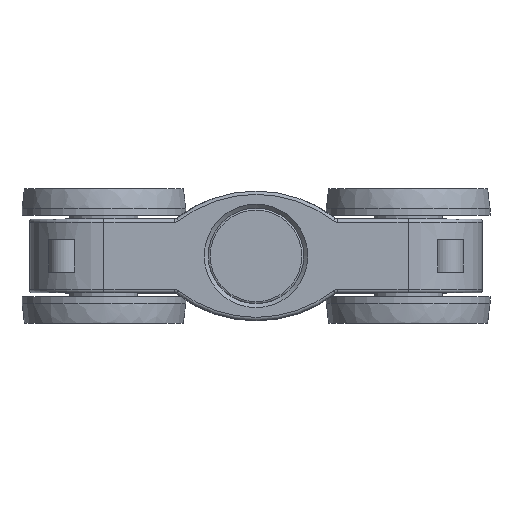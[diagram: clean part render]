
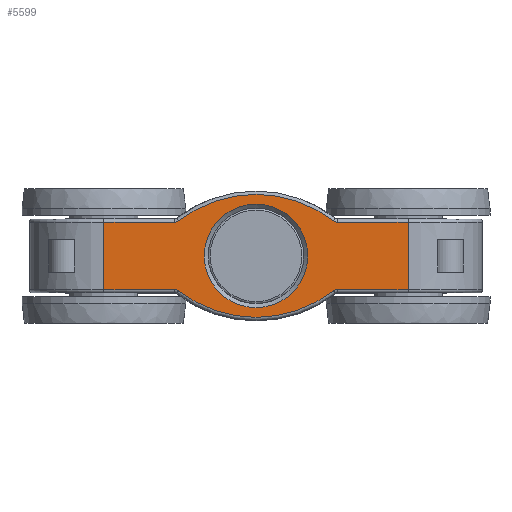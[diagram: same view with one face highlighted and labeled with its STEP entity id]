
A CAD part, top view. The second image highlights one B-rep face of the part: STEP entity #5599.
In plain terms, the highlighted planar face has unit normal (0, 0, 1).
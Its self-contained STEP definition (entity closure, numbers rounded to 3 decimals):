
#381=CIRCLE('',#6227,1.);
#386=CIRCLE('',#6234,19.5);
#391=CIRCLE('',#6241,1.);
#397=CIRCLE('',#6252,1.);
#398=CIRCLE('',#6253,19.5);
#399=CIRCLE('',#6254,1.);
#400=CIRCLE('',#6255,8.);
#401=CIRCLE('',#6256,8.);
#897=FACE_BOUND('',#1381,.T.);
#1043=FACE_OUTER_BOUND('',#1380,.T.);
#1380=EDGE_LOOP('',(#4292,#4293,#4294,#4295,#4296,#4297,#4298,#4299,#4300,
#4301,#4302,#4303));
#1381=EDGE_LOOP('',(#4304,#4305));
#1757=LINE('',#9067,#2089);
#1821=LINE('',#9320,#2153);
#1835=LINE('',#9378,#2167);
#1838=LINE('',#9417,#2170);
#1840=LINE('',#9426,#2172);
#1841=LINE('',#9433,#2173);
#2089=VECTOR('',#7125,10.);
#2153=VECTOR('',#7345,10.);
#2167=VECTOR('',#7417,10.);
#2170=VECTOR('',#7470,10.);
#2172=VECTOR('',#7482,10.);
#2173=VECTOR('',#7489,10.);
#2436=VERTEX_POINT('',#9064);
#2437=VERTEX_POINT('',#9066);
#2503=VERTEX_POINT('',#9317);
#2504=VERTEX_POINT('',#9319);
#2518=VERTEX_POINT('',#9374);
#2521=VERTEX_POINT('',#9384);
#2524=VERTEX_POINT('',#9394);
#2527=VERTEX_POINT('',#9404);
#2532=VERTEX_POINT('',#9425);
#2533=VERTEX_POINT('',#9427);
#2534=VERTEX_POINT('',#9429);
#2535=VERTEX_POINT('',#9431);
#2536=VERTEX_POINT('',#9434);
#2537=VERTEX_POINT('',#9435);
#3044=EDGE_CURVE('',#2437,#2436,#1757,.T.);
#3152=EDGE_CURVE('',#2504,#2503,#1821,.T.);
#3181=EDGE_CURVE('',#2437,#2518,#1835,.T.);
#3186=EDGE_CURVE('',#2518,#2521,#381,.T.);
#3191=EDGE_CURVE('',#2521,#2524,#386,.T.);
#3196=EDGE_CURVE('',#2524,#2527,#391,.T.);
#3201=EDGE_CURVE('',#2527,#2503,#1838,.T.);
#3205=EDGE_CURVE('',#2532,#2436,#1840,.T.);
#3206=EDGE_CURVE('',#2533,#2532,#397,.T.);
#3207=EDGE_CURVE('',#2534,#2533,#398,.T.);
#3208=EDGE_CURVE('',#2535,#2534,#399,.T.);
#3209=EDGE_CURVE('',#2504,#2535,#1841,.T.);
#3210=EDGE_CURVE('',#2536,#2537,#400,.T.);
#3211=EDGE_CURVE('',#2537,#2536,#401,.T.);
#4292=ORIENTED_EDGE('',*,*,#3201,.F.);
#4293=ORIENTED_EDGE('',*,*,#3196,.F.);
#4294=ORIENTED_EDGE('',*,*,#3191,.F.);
#4295=ORIENTED_EDGE('',*,*,#3186,.F.);
#4296=ORIENTED_EDGE('',*,*,#3181,.F.);
#4297=ORIENTED_EDGE('',*,*,#3044,.T.);
#4298=ORIENTED_EDGE('',*,*,#3205,.F.);
#4299=ORIENTED_EDGE('',*,*,#3206,.F.);
#4300=ORIENTED_EDGE('',*,*,#3207,.F.);
#4301=ORIENTED_EDGE('',*,*,#3208,.F.);
#4302=ORIENTED_EDGE('',*,*,#3209,.F.);
#4303=ORIENTED_EDGE('',*,*,#3152,.T.);
#4304=ORIENTED_EDGE('',*,*,#3210,.T.);
#4305=ORIENTED_EDGE('',*,*,#3211,.T.);
#5434=PLANE('',#6251);
#5599=ADVANCED_FACE('',(#1043,#897),#5434,.T.);
#6227=AXIS2_PLACEMENT_3D('',#9388,#7429,#7430);
#6234=AXIS2_PLACEMENT_3D('',#9398,#7443,#7444);
#6241=AXIS2_PLACEMENT_3D('',#9408,#7457,#7458);
#6251=AXIS2_PLACEMENT_3D('',#9424,#7480,#7481);
#6252=AXIS2_PLACEMENT_3D('',#9428,#7483,#7484);
#6253=AXIS2_PLACEMENT_3D('',#9430,#7485,#7486);
#6254=AXIS2_PLACEMENT_3D('',#9432,#7487,#7488);
#6255=AXIS2_PLACEMENT_3D('',#9436,#7490,#7491);
#6256=AXIS2_PLACEMENT_3D('',#9437,#7492,#7493);
#7125=DIRECTION('',(0.,-1.,0.));
#7345=DIRECTION('',(0.,1.,0.));
#7417=DIRECTION('',(1.,0.,0.));
#7429=DIRECTION('center_axis',(0.,0.,1.));
#7430=DIRECTION('ref_axis',(0.324,-0.946,0.));
#7443=DIRECTION('center_axis',(0.,0.,-1.));
#7444=DIRECTION('ref_axis',(0.,1.,0.));
#7457=DIRECTION('center_axis',(0.,0.,1.));
#7458=DIRECTION('ref_axis',(-0.324,-0.946,0.));
#7470=DIRECTION('',(1.,0.,0.));
#7480=DIRECTION('center_axis',(0.,0.,1.));
#7481=DIRECTION('ref_axis',(1.,0.,0.));
#7482=DIRECTION('',(-1.,0.,0.));
#7483=DIRECTION('center_axis',(0.,0.,1.));
#7484=DIRECTION('ref_axis',(0.324,0.946,0.));
#7485=DIRECTION('center_axis',(0.,0.,-1.));
#7486=DIRECTION('ref_axis',(0.,-1.,0.));
#7487=DIRECTION('center_axis',(0.,0.,1.));
#7488=DIRECTION('ref_axis',(-0.324,0.946,0.));
#7489=DIRECTION('',(-1.,0.,0.));
#7490=DIRECTION('center_axis',(0.,0.,-1.));
#7491=DIRECTION('ref_axis',(1.,0.,0.));
#7492=DIRECTION('center_axis',(0.,0.,-1.));
#7493=DIRECTION('ref_axis',(1.,0.,0.));
#9064=CARTESIAN_POINT('',(-23.5,-5.2,11.5));
#9066=CARTESIAN_POINT('',(-23.5,5.2,11.5));
#9067=CARTESIAN_POINT('',(-23.5,0.,11.5));
#9317=CARTESIAN_POINT('',(23.5,5.2,11.5));
#9319=CARTESIAN_POINT('',(23.5,-5.2,11.5));
#9320=CARTESIAN_POINT('',(23.5,0.,11.5));
#9374=CARTESIAN_POINT('',(-12.562,5.2,11.5));
#9378=CARTESIAN_POINT('',(-7.725,5.2,11.5));
#9384=CARTESIAN_POINT('',(-11.949,5.41,11.5));
#9388=CARTESIAN_POINT('Origin',(-12.562,6.2,11.5));
#9394=CARTESIAN_POINT('',(11.949,5.41,11.5));
#9398=CARTESIAN_POINT('Origin',(0.,-10.,11.5));
#9404=CARTESIAN_POINT('',(12.562,5.2,11.5));
#9408=CARTESIAN_POINT('Origin',(12.562,6.2,11.5));
#9417=CARTESIAN_POINT('',(7.725,5.2,11.5));
#9424=CARTESIAN_POINT('Origin',(0.,0.,11.5));
#9425=CARTESIAN_POINT('',(-12.562,-5.2,11.5));
#9426=CARTESIAN_POINT('',(-7.725,-5.2,11.5));
#9427=CARTESIAN_POINT('',(-11.949,-5.41,11.5));
#9428=CARTESIAN_POINT('Origin',(-12.562,-6.2,11.5));
#9429=CARTESIAN_POINT('',(11.949,-5.41,11.5));
#9430=CARTESIAN_POINT('Origin',(0.,10.,11.5));
#9431=CARTESIAN_POINT('',(12.562,-5.2,11.5));
#9432=CARTESIAN_POINT('Origin',(12.562,-6.2,11.5));
#9433=CARTESIAN_POINT('',(7.725,-5.2,11.5));
#9434=CARTESIAN_POINT('',(8.,0.,11.5));
#9435=CARTESIAN_POINT('',(-8.,0.,11.5));
#9436=CARTESIAN_POINT('Origin',(0.,0.,11.5));
#9437=CARTESIAN_POINT('Origin',(0.,0.,11.5));
